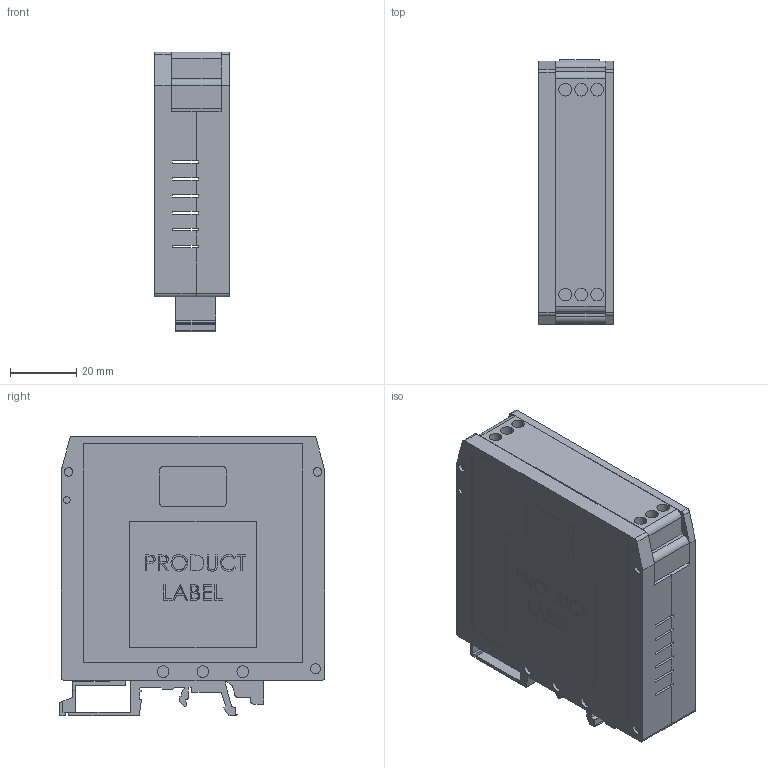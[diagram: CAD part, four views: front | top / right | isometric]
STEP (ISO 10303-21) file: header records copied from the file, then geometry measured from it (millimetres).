
FILE_DESCRIPTION (( 'STEP AP214' ), '1' );
FILE_NAME ('DRF01-10.STEP', '2020-03-02T17:27:13', ( '' ), ( '' ), 'SwSTEP 2.0', 'SolidWorks 2017', '' );
FILE_SCHEMA (( 'AUTOMOTIVE_DESIGN' ));
Length unit declared in the file: inch
Products named in the file (1): DRF01-10
Bounding box: 22.44 x 79.8 x 84.15 mm (x, y, z)
Volume: 40726.3 mm3; surface area: 49432.8 mm2
Topology: 5 solids, 5 shells, 676 faces, 1785 edges, 1188 vertices
Faces by surface type: plane 463, cylinder 169, bspline 44
Entity records: 23523 total; most frequent: CARTESIAN_POINT 6590, ORIENTED_EDGE 3570, DIRECTION 3301, EDGE_CURVE 1785, LINE 1359, VECTOR 1359, VERTEX_POINT 1188, AXIS2_PLACEMENT_3D 971
